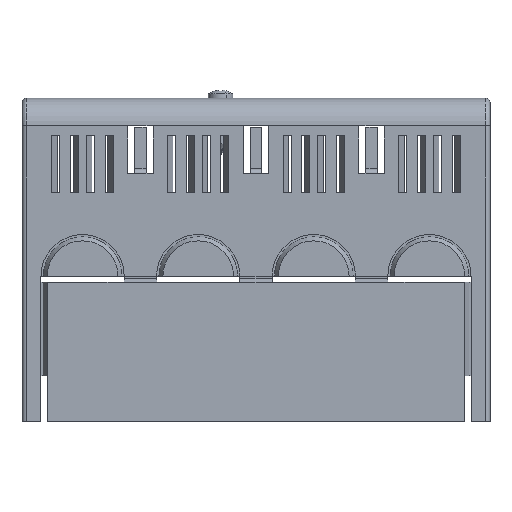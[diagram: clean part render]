
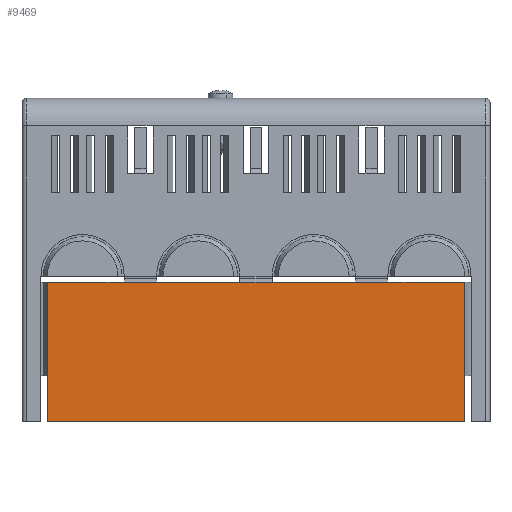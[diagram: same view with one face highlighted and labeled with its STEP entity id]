
A CAD part, top view. The second image highlights one B-rep face of the part: STEP entity #9469.
In plain terms, the highlighted planar face has unit normal (0, 0, 1).
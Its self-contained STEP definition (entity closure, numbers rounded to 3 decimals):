
#217=DIRECTION('',(-1.,0.,0.));
#218=VECTOR('',#217,7.);
#219=CARTESIAN_POINT('',(-9.001,30.134,67.));
#220=LINE('',#219,#218);
#2697=DIRECTION('',(-1.,0.,0.));
#2698=VECTOR('',#2697,16.634);
#2699=CARTESIAN_POINT('',(-16.001,30.134,67.));
#2700=LINE('',#2699,#2698);
#2709=DIRECTION('',(0.,-1.,0.));
#2710=VECTOR('',#2709,20.134);
#2711=CARTESIAN_POINT('',(-32.635,30.134,67.));
#2712=LINE('',#2711,#2710);
#2733=DIRECTION('',(0.,-1.,0.));
#2734=VECTOR('',#2733,10.);
#2735=CARTESIAN_POINT('',(-32.635,10.,67.));
#2736=LINE('',#2735,#2734);
#2749=DIRECTION('',(1.,0.,0.));
#2750=VECTOR('',#2749,90.268);
#2751=CARTESIAN_POINT('',(-32.635,0.,67.));
#2752=LINE('',#2751,#2750);
#2753=DIRECTION('',(0.,1.,0.));
#2754=VECTOR('',#2753,10.);
#2755=CARTESIAN_POINT('',(57.633,0.,67.));
#2756=LINE('',#2755,#2754);
#2773=DIRECTION('',(0.,1.,0.));
#2774=VECTOR('',#2773,20.134);
#2775=CARTESIAN_POINT('',(57.633,10.,67.));
#2776=LINE('',#2775,#2774);
#2785=DIRECTION('',(-1.,0.,0.));
#2786=VECTOR('',#2785,16.634);
#2787=CARTESIAN_POINT('',(57.633,30.134,67.));
#2788=LINE('',#2787,#2786);
#2943=DIRECTION('',(-1.,0.,0.));
#2944=VECTOR('',#2943,7.);
#2945=CARTESIAN_POINT('',(40.999,30.134,67.));
#2946=LINE('',#2945,#2944);
#2947=DIRECTION('',(-1.,0.,0.));
#2948=VECTOR('',#2947,18.);
#2949=CARTESIAN_POINT('',(33.999,30.134,67.));
#2950=LINE('',#2949,#2948);
#2979=DIRECTION('',(-1.,0.,0.));
#2980=VECTOR('',#2979,7.);
#2981=CARTESIAN_POINT('',(15.999,30.134,67.));
#2982=LINE('',#2981,#2980);
#3090=DIRECTION('',(-1.,0.,0.));
#3091=VECTOR('',#3090,18.);
#3092=CARTESIAN_POINT('',(8.999,30.134,67.));
#3093=LINE('',#3092,#3091);
#7261=CARTESIAN_POINT('',(-9.001,30.134,67.));
#7262=CARTESIAN_POINT('',(-16.001,30.134,67.));
#7263=VERTEX_POINT('',#7261);
#7264=VERTEX_POINT('',#7262);
#7265=CARTESIAN_POINT('',(8.999,30.134,67.));
#7266=VERTEX_POINT('',#7265);
#7267=CARTESIAN_POINT('',(15.999,30.134,67.));
#7268=VERTEX_POINT('',#7267);
#7269=CARTESIAN_POINT('',(33.999,30.134,67.));
#7270=VERTEX_POINT('',#7269);
#7271=CARTESIAN_POINT('',(40.999,30.134,67.));
#7272=VERTEX_POINT('',#7271);
#7273=CARTESIAN_POINT('',(57.633,30.134,67.));
#7274=VERTEX_POINT('',#7273);
#7275=CARTESIAN_POINT('',(57.633,10.,67.));
#7276=VERTEX_POINT('',#7275);
#7277=CARTESIAN_POINT('',(57.633,0.,67.));
#7278=VERTEX_POINT('',#7277);
#7279=CARTESIAN_POINT('',(-32.635,0.,67.));
#7280=VERTEX_POINT('',#7279);
#7281=CARTESIAN_POINT('',(-32.635,10.,67.));
#7282=VERTEX_POINT('',#7281);
#7283=CARTESIAN_POINT('',(-32.635,30.134,67.));
#7284=VERTEX_POINT('',#7283);
#9438=CARTESIAN_POINT('',(12.499,15.067,67.));
#9439=DIRECTION('',(0.,0.,1.));
#9440=DIRECTION('',(-1.,0.,0.));
#9441=AXIS2_PLACEMENT_3D('',#9438,#9439,#9440);
#9442=PLANE('',#9441);
#9444=ORIENTED_EDGE('',*,*,#9443,.F.);
#9446=ORIENTED_EDGE('',*,*,#9445,.F.);
#9448=ORIENTED_EDGE('',*,*,#9447,.F.);
#9450=ORIENTED_EDGE('',*,*,#9449,.F.);
#9452=ORIENTED_EDGE('',*,*,#9451,.F.);
#9454=ORIENTED_EDGE('',*,*,#9453,.F.);
#9456=ORIENTED_EDGE('',*,*,#9455,.F.);
#9458=ORIENTED_EDGE('',*,*,#9457,.F.);
#9460=ORIENTED_EDGE('',*,*,#9459,.F.);
#9462=ORIENTED_EDGE('',*,*,#9461,.F.);
#9464=ORIENTED_EDGE('',*,*,#9463,.F.);
#9466=ORIENTED_EDGE('',*,*,#9465,.F.);
#9467=EDGE_LOOP('',(#9444,#9446,#9448,#9450,#9452,#9454,#9456,#9458,#9460,#9462,
#9464,#9466));
#9468=FACE_OUTER_BOUND('',#9467,.F.);
#9443=EDGE_CURVE('',#7263,#7264,#220,.T.);
#9445=EDGE_CURVE('',#7266,#7263,#3093,.T.);
#9447=EDGE_CURVE('',#7268,#7266,#2982,.T.);
#9449=EDGE_CURVE('',#7270,#7268,#2950,.T.);
#9451=EDGE_CURVE('',#7272,#7270,#2946,.T.);
#9453=EDGE_CURVE('',#7274,#7272,#2788,.T.);
#9455=EDGE_CURVE('',#7276,#7274,#2776,.T.);
#9457=EDGE_CURVE('',#7278,#7276,#2756,.T.);
#9459=EDGE_CURVE('',#7280,#7278,#2752,.T.);
#9461=EDGE_CURVE('',#7282,#7280,#2736,.T.);
#9463=EDGE_CURVE('',#7284,#7282,#2712,.T.);
#9465=EDGE_CURVE('',#7264,#7284,#2700,.T.);
#9469=ADVANCED_FACE('',(#9468),#9442,.T.);
